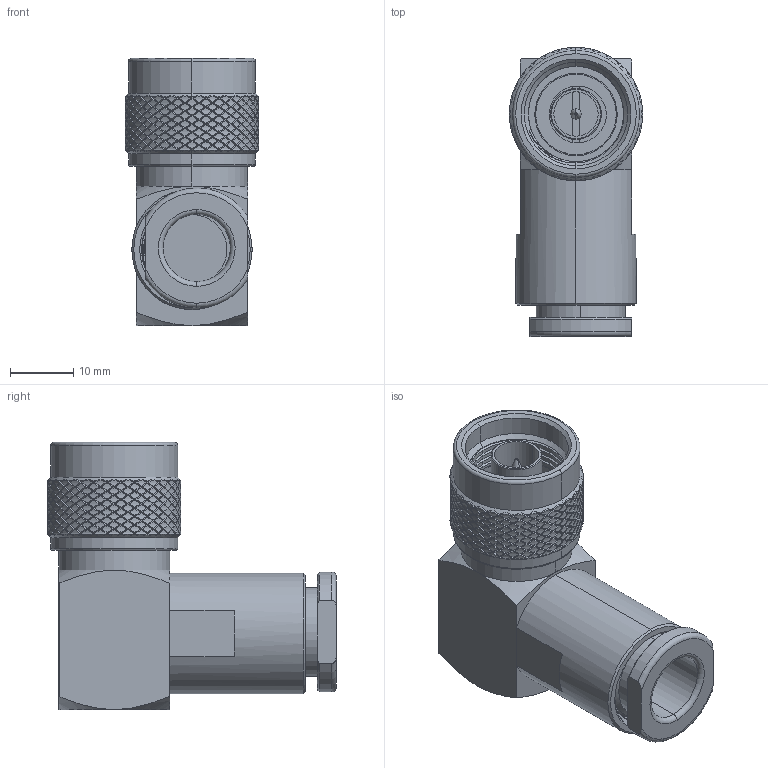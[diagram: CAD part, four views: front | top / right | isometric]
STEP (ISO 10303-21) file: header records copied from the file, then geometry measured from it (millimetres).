
FILE_DESCRIPTION (( 'STEP AP214' ), '1' );
FILE_NAME ('25-101-B3-DE.STEP', '2025-02-27T10:15:16', ( '' ), ( '' ), 'SwSTEP 2.0', 'SolidWorks 2024', '' );
FILE_SCHEMA (( 'AUTOMOTIVE_DESIGN' ));
Products named in the file (1): 25-101-B3-DE
Bounding box: 21 x 45.52 x 42.12 mm (x, y, z)
Surface area: 8218.2 mm2 (no closed solid volume)
Topology: 0 solids, 9 shells, 2241 faces, 4786 edges, 2529 vertices
Faces by surface type: bspline 1682, cylinder 490, cone 32, plane 26, torus 9, sphere 2
Entity records: 112492 total; most frequent: CARTESIAN_POINT 84362, ORIENTED_EDGE 9414, EDGE_CURVE 4786, VERTEX_POINT 2529, EDGE_LOOP 2250, ADVANCED_FACE 2241, FACE_OUTER_BOUND 2241, DIRECTION 1727
